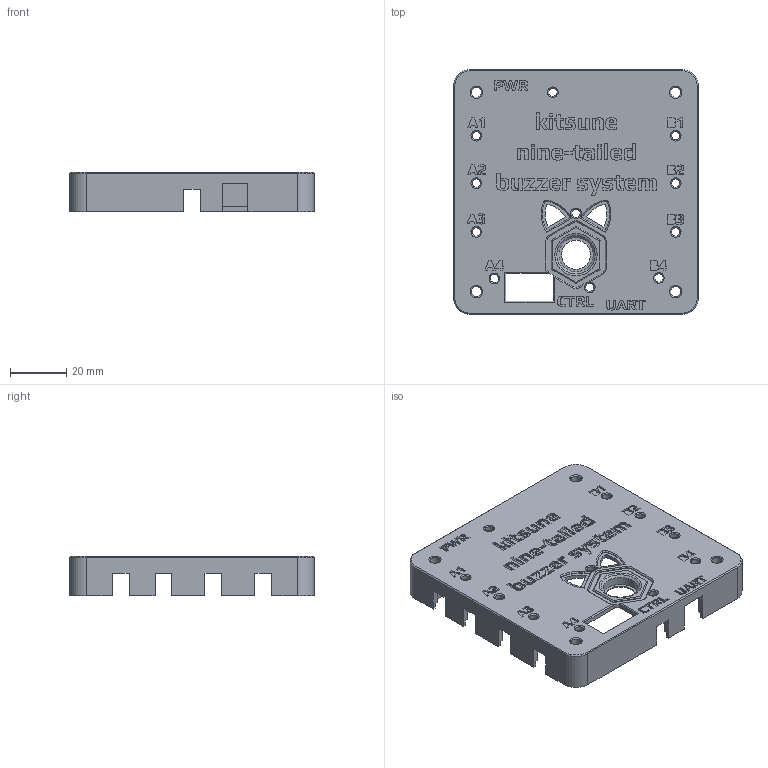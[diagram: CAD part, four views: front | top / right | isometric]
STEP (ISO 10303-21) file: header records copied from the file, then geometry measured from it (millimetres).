
FILE_DESCRIPTION(/* description */ ('','CAx-IF Rec.Pracs.---Representation and Presentation of Product Manufacturing Information (PMI)---4.0---2014-10-13'),/* implementation_level */ '2;1');
FILE_NAME(/* name */ 'v0.2-S top.step',/* time_stamp */ '2025-01-02T20:01:30Z',/* author */ (''),/* organization */ (''),/* preprocessor_version */ 'ST-DEVELOPER v20',/* originating_system */ 'Autodesk Translation Framework v13.20.0.188',/* authorisation */ '');
FILE_SCHEMA (('AP242_MANAGED_MODEL_BASED_3D_ENGINEERING_MIM_LF { 1 0 10303 442 1 1 4 }'));
Length unit declared in the file: millimetre
Products named in the file (1): v0.2-S top
Bounding box: 87.28 x 87.28 x 14 mm (x, y, z)
Volume: 25088.3 mm3; surface area: 23247.8 mm2
Topology: 1 solids, 1 shells, 1289 faces, 3553 edges, 2342 vertices
Faces by surface type: plane 724, bspline 465, cylinder 56, cone 44
Full cylindrical faces by diameter (mm): 3 x11, 3.6 x4, 10.3 x1, 12.3 x1
Entity records: 44972 total; most frequent: CARTESIAN_POINT 15135, ORIENTED_EDGE 7106, DIRECTION 4425, EDGE_CURVE 3553, LINE 2453, VECTOR 2453, VERTEX_POINT 2342, EDGE_LOOP 1403
